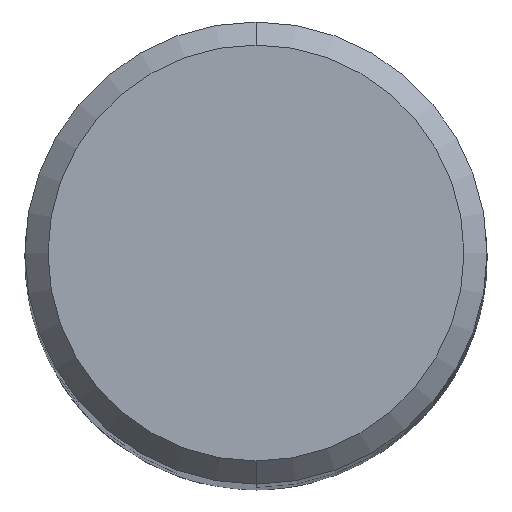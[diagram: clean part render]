
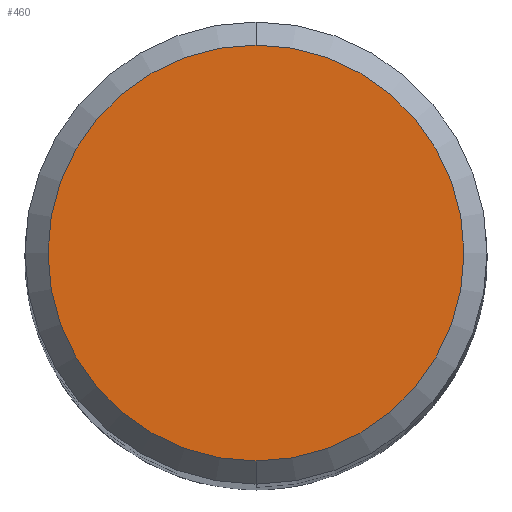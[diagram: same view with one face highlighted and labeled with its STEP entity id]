
A CAD part, top view. The second image highlights one B-rep face of the part: STEP entity #460.
In plain terms, the highlighted planar face has unit normal (0, 0, 1).
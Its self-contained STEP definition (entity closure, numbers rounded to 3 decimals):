
#302=VERTEX_POINT('',#805);
#406=EDGE_CURVE('',#688,#302,#914,.T.);
#422=EDGE_CURVE('',#302,#688,#930,.T.);
#460=ADVANCED_FACE('',(#974),#975,.T.);
#688=VERTEX_POINT('',#1225);
#805=CARTESIAN_POINT('',(0.0,4.5,0.0));
#914=CIRCLE('',#2004,4.5);
#930=CIRCLE('',#2033,4.5);
#974=FACE_OUTER_BOUND('',#2372,.T.);
#975=PLANE('',#2373);
#1225=CARTESIAN_POINT('',(0.,-4.5,0.0));
#2004=AXIS2_PLACEMENT_3D('',#4157,#4158,#4159);
#2033=AXIS2_PLACEMENT_3D('',#4161,#4162,#4163);
#2372=EDGE_LOOP('',(#4240,#4241));
#2373=AXIS2_PLACEMENT_3D('',#4242,#4243,#4244);
#4157=CARTESIAN_POINT('',(0.0,0.0,0.0));
#4158=DIRECTION('',(0.0,0.0,-1.0));
#4159=DIRECTION('',(0.0,1.0,0.0));
#4161=CARTESIAN_POINT('',(0.0,0.0,0.0));
#4162=DIRECTION('',(0.0,0.0,-1.0));
#4163=DIRECTION('',(0.0,1.0,0.0));
#4240=ORIENTED_EDGE('',*,*,#422,.F.);
#4241=ORIENTED_EDGE('',*,*,#406,.F.);
#4242=CARTESIAN_POINT('',(0.0,2.25,0.0));
#4243=DIRECTION('',(-0.0,0.0,1.0));
#4244=DIRECTION('',(0.0,-1.0,0.0));
